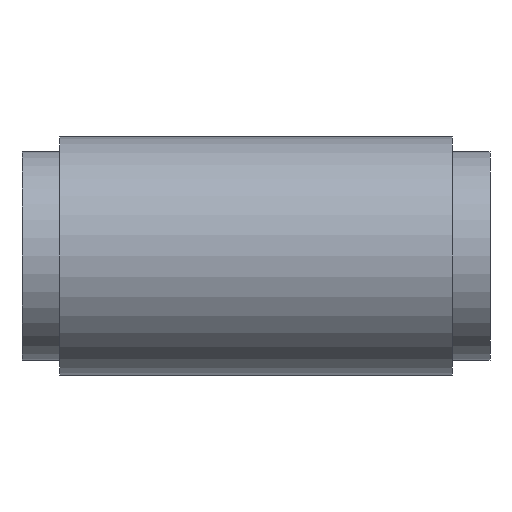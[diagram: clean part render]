
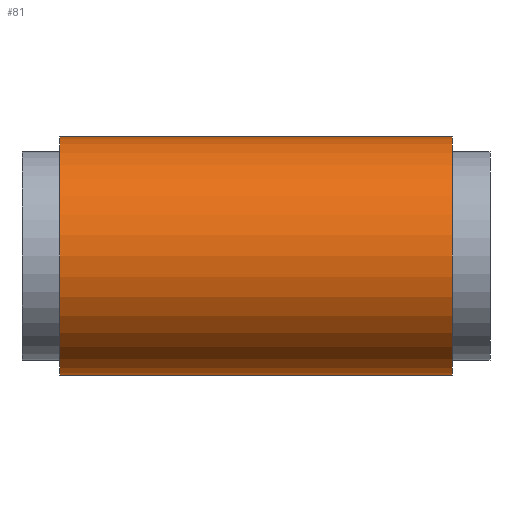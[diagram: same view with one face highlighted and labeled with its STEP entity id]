
A CAD part, front view. The second image highlights one B-rep face of the part: STEP entity #81.
In plain terms, the highlighted cylindrical face has radius 20.066 mm (diameter 40.132 mm), a partial arc.
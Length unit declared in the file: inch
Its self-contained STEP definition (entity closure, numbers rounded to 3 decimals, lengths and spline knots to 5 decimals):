
#26 = FACE_OUTER_BOUND ( 'NONE', #315, .T. ) ;
#35 = CARTESIAN_POINT ( 'NONE',  ( -1.3, 0., 0. ) ) ;
#39 = VECTOR ( 'NONE', #537, 39.37008 ) ;
#40 = DIRECTION ( 'NONE',  ( -1., 0., 0. ) ) ;
#43 = DIRECTION ( 'NONE',  ( 0., 0., 1. ) ) ;
#48 = ORIENTED_EDGE ( 'NONE', *, *, #281, .T. ) ;
#58 = ORIENTED_EDGE ( 'NONE', *, *, #508, .F. ) ;
#79 = CIRCLE ( 'NONE', #305, 0.79 ) ;
#81 = ADVANCED_FACE ( 'NONE', ( #26 ), #279, .T. ) ;
#139 = DIRECTION ( 'NONE',  ( -1., 0., 0. ) ) ;
#143 = CIRCLE ( 'NONE', #167, 0.79 ) ;
#167 = AXIS2_PLACEMENT_3D ( 'NONE', #35, #419, #543 ) ;
#175 = VERTEX_POINT ( 'NONE', #185 ) ;
#177 = LINE ( 'NONE', #359, #39 ) ;
#185 = CARTESIAN_POINT ( 'NONE',  ( -1.3, 0., -0.79 ) ) ;
#194 = CARTESIAN_POINT ( 'NONE',  ( 1.3, 0., -0.79 ) ) ;
#199 = AXIS2_PLACEMENT_3D ( 'NONE', #547, #40, #43 ) ;
#219 = VERTEX_POINT ( 'NONE', #194 ) ;
#238 = CARTESIAN_POINT ( 'NONE',  ( -1.3, 0., 0.79 ) ) ;
#247 = VERTEX_POINT ( 'NONE', #238 ) ;
#279 = CYLINDRICAL_SURFACE ( 'NONE', #199, 0.79 ) ;
#281 = EDGE_CURVE ( 'NONE', #219, #334, #79, .T. ) ;
#305 = AXIS2_PLACEMENT_3D ( 'NONE', #331, #139, #416 ) ;
#312 = LINE ( 'NONE', #488, #407 ) ;
#315 = EDGE_LOOP ( 'NONE', ( #58, #48, #408, #509 ) ) ;
#331 = CARTESIAN_POINT ( 'NONE',  ( 1.3, 0., 0. ) ) ;
#334 = VERTEX_POINT ( 'NONE', #383 ) ;
#359 = CARTESIAN_POINT ( 'NONE',  ( -2.31452, 0., 0.79 ) ) ;
#363 = DIRECTION ( 'NONE',  ( -1., 0., 0. ) ) ;
#383 = CARTESIAN_POINT ( 'NONE',  ( 1.3, 0., 0.79 ) ) ;
#407 = VECTOR ( 'NONE', #363, 39.37008 ) ;
#408 = ORIENTED_EDGE ( 'NONE', *, *, #494, .T. ) ;
#416 = DIRECTION ( 'NONE',  ( 0., 0., 1. ) ) ;
#419 = DIRECTION ( 'NONE',  ( -1., 0., 0. ) ) ;
#469 = EDGE_CURVE ( 'NONE', #175, #247, #143, .T. ) ;
#488 = CARTESIAN_POINT ( 'NONE',  ( -2.31452, 0., -0.79 ) ) ;
#494 = EDGE_CURVE ( 'NONE', #334, #247, #177, .T. ) ;
#508 = EDGE_CURVE ( 'NONE', #219, #175, #312, .T. ) ;
#509 = ORIENTED_EDGE ( 'NONE', *, *, #469, .F. ) ;
#537 = DIRECTION ( 'NONE',  ( -1., 0., 0. ) ) ;
#543 = DIRECTION ( 'NONE',  ( 0., 0., 1. ) ) ;
#547 = CARTESIAN_POINT ( 'NONE',  ( -2.31452, 0., 0. ) ) ;
